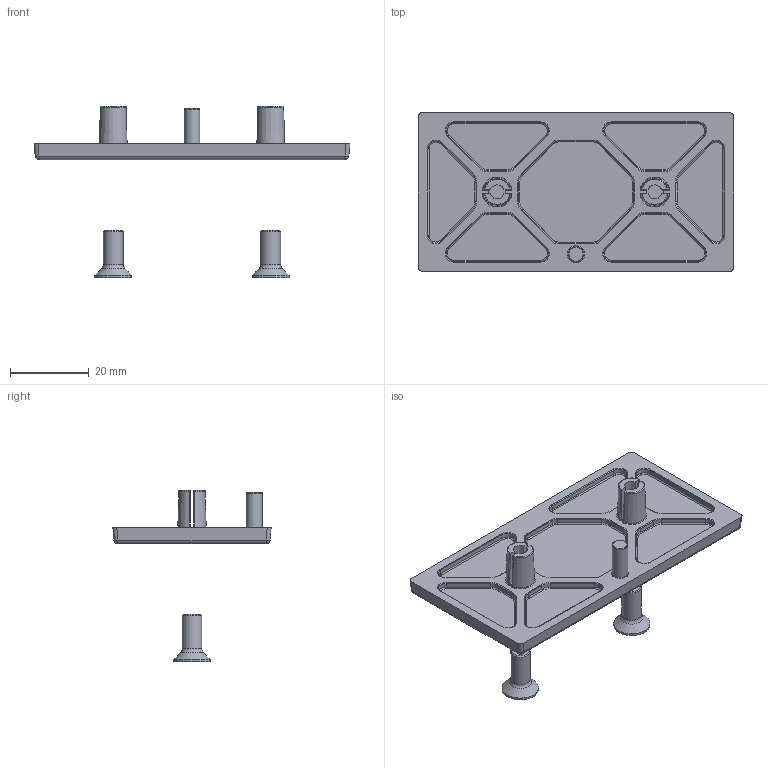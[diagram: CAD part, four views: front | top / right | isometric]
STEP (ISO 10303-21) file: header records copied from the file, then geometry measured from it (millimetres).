
FILE_DESCRIPTION(/* description */ (''),/* implementation_level */ '2;1');
FILE_NAME(/* name */ 'AES 4080.stp',/* time_stamp */ '2016-10-14T12:30:42+01:00',/* author */ ('kevin'),/* organization */ (''),/* preprocessor_version */ 'ST-DEVELOPER v15.2',/* originating_system */ 'Autodesk Inventor 2014',/* authorisation */ '');
FILE_SCHEMA (('AUTOMOTIVE_DESIGN { 1 0 10303 214 3 1 1 }'));
Length unit declared in the file: millimetre
Products named in the file (3): AES 4080; 301015x12
Bounding box: 80.2 x 40.2 x 43.46 mm (x, y, z)
Volume: 10277.3 mm3; surface area: 9484.7 mm2
Topology: 3 solids, 3 shells, 363 faces, 867 edges, 518 vertices
Faces by surface type: plane 130, cylinder 119, torus 78, cone 16, bspline 16, sphere 4
Full cylindrical faces by diameter (mm): 4 x1, 5 x2, 5.5 x2, 9.3 x2
Entity records: 10051 total; most frequent: CARTESIAN_POINT 2265, DIRECTION 1638, ORIENTED_EDGE 1484, EDGE_CURVE 742, AXIS2_PLACEMENT_3D 647, VERTEX_POINT 450, EDGE_LOOP 362, LINE 344
